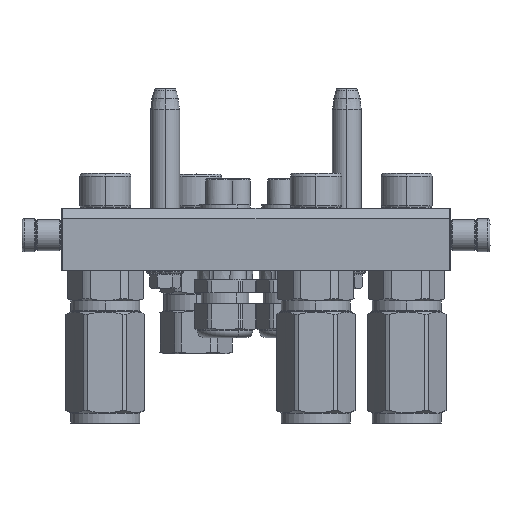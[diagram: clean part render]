
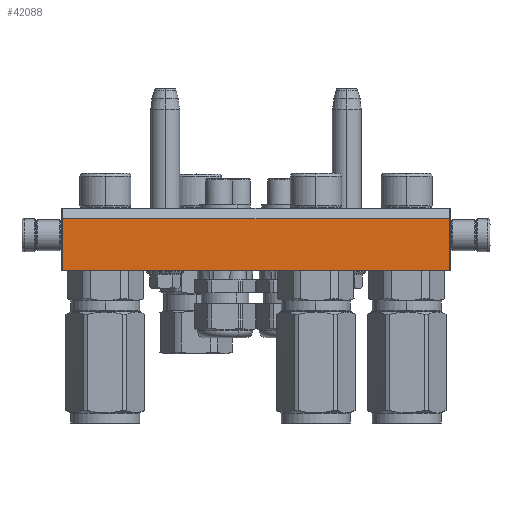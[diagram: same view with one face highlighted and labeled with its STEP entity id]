
A CAD part, left-side view. The second image highlights one B-rep face of the part: STEP entity #42088.
In plain terms, the highlighted face is planar.
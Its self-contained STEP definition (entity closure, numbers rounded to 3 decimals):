
#246 = DIRECTION ( 'NONE',  ( -1., 0., 0. ) ) ;
#776 = LINE ( 'NONE', #46131, #39269 ) ;
#2348 = CARTESIAN_POINT ( 'NONE',  ( -93.5, 15., -45. ) ) ;
#4844 = EDGE_CURVE ( 'NONE', #14257, #61154, #48351, .T. ) ;
#5924 = DIRECTION ( 'NONE',  ( 0., 0., -1. ) ) ;
#6283 = VECTOR ( 'NONE', #16044, 1000. ) ;
#9097 = EDGE_CURVE ( 'NONE', #39945, #61154, #776, .T. ) ;
#12333 = CARTESIAN_POINT ( 'NONE',  ( 94., -15., -45. ) ) ;
#14257 = VERTEX_POINT ( 'NONE', #68502 ) ;
#16044 = DIRECTION ( 'NONE',  ( 0., 1., 0. ) ) ;
#19667 = EDGE_CURVE ( 'NONE', #59402, #14257, #37421, .T. ) ;
#19815 = FACE_OUTER_BOUND ( 'NONE', #67160, .T. ) ;
#27283 = AXIS2_PLACEMENT_3D ( 'NONE', #12333, #5924, #29690 ) ;
#29438 = ORIENTED_EDGE ( 'NONE', *, *, #56898, .F. ) ;
#29690 = DIRECTION ( 'NONE',  ( -1., 0., 0. ) ) ;
#30719 = CARTESIAN_POINT ( 'NONE',  ( 93.5, -10., -45. ) ) ;
#31567 = LINE ( 'NONE', #56387, #61818 ) ;
#32486 = ORIENTED_EDGE ( 'NONE', *, *, #4844, .F. ) ;
#34853 = CARTESIAN_POINT ( 'NONE',  ( 93.5, 15., -45. ) ) ;
#37421 = LINE ( 'NONE', #51088, #6283 ) ;
#39269 = VECTOR ( 'NONE', #58118, 1000. ) ;
#39945 = VERTEX_POINT ( 'NONE', #67399 ) ;
#42088 = ADVANCED_FACE ( 'NONE', ( #19815 ), #64755, .T. ) ;
#46131 = CARTESIAN_POINT ( 'NONE',  ( -93.5, -10., -45. ) ) ;
#48351 = LINE ( 'NONE', #34853, #50229 ) ;
#50229 = VECTOR ( 'NONE', #246, 1000. ) ;
#51088 = CARTESIAN_POINT ( 'NONE',  ( 93.5, -10., -45. ) ) ;
#56387 = CARTESIAN_POINT ( 'NONE',  ( -93.5, -10., -45. ) ) ;
#56898 = EDGE_CURVE ( 'NONE', #39945, #59402, #31567, .T. ) ;
#58118 = DIRECTION ( 'NONE',  ( 0., 1., 0. ) ) ;
#59402 = VERTEX_POINT ( 'NONE', #30719 ) ;
#59429 = ORIENTED_EDGE ( 'NONE', *, *, #19667, .F. ) ;
#59576 = ORIENTED_EDGE ( 'NONE', *, *, #9097, .T. ) ;
#61154 = VERTEX_POINT ( 'NONE', #2348 ) ;
#61818 = VECTOR ( 'NONE', #73292, 1000. ) ;
#64755 = PLANE ( 'NONE',  #27283 ) ;
#67160 = EDGE_LOOP ( 'NONE', ( #32486, #59429, #29438, #59576 ) ) ;
#67399 = CARTESIAN_POINT ( 'NONE',  ( -93.5, -10., -45. ) ) ;
#68502 = CARTESIAN_POINT ( 'NONE',  ( 93.5, 15., -45. ) ) ;
#73292 = DIRECTION ( 'NONE',  ( 1., 0., 0. ) ) ;
